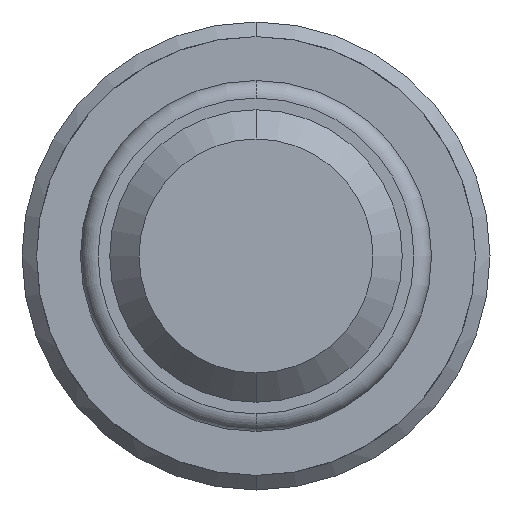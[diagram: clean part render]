
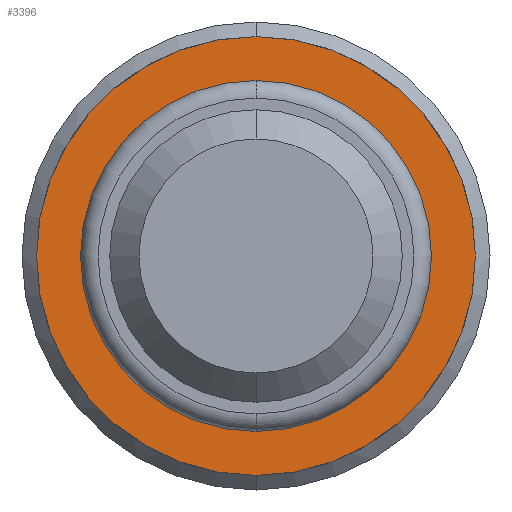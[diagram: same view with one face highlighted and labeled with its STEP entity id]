
A CAD part, front view. The second image highlights one B-rep face of the part: STEP entity #3396.
In plain terms, the highlighted planar face has unit normal (0, -1, 0).
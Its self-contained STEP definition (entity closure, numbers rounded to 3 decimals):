
#35 = EDGE_LOOP ( 'NONE', ( #2973, #2030 ) ) ;
#984 = EDGE_LOOP ( 'NONE', ( #1347, #2048 ) ) ;
#989 = CARTESIAN_POINT ( 'NONE',  ( 0., 20., 0. ) ) ;
#993 = VERTEX_POINT ( 'NONE', #4148 ) ;
#1004 = EDGE_CURVE ( 'Defeature ausgef�hrt3_4+Defeature ausgef�hrt3_5+Defeature ausgef�hrt3_5+Defeature ausgef�hrt3_5', #4354, #4984, #3536, .T. ) ;
#1050 = CARTESIAN_POINT ( 'NONE',  ( 0., 20., 1.5 ) ) ;
#1161 = DIRECTION ( 'NONE',  ( 0., 0., -1. ) ) ;
#1302 = CARTESIAN_POINT ( 'NONE',  ( 0., 20., -1.5 ) ) ;
#1347 = ORIENTED_EDGE ( 'NONE', *, *, #1004, .F. ) ;
#1461 = DIRECTION ( 'NONE',  ( 0., 0., -1. ) ) ;
#1466 = FACE_OUTER_BOUND ( 'NONE', #35, .T. ) ;
#1566 = DIRECTION ( 'NONE',  ( 0., -1., 0. ) ) ;
#1742 = EDGE_CURVE ( 'Defeature ausgef�hrt3_5+Defeature ausgef�hrt3_6+Defeature ausgef�hrt3_6+Defeature ausgef�hrt3_6', #993, #3715, #4657, .T. ) ;
#1857 = CARTESIAN_POINT ( 'NONE',  ( 0., 20., 0. ) ) ;
#1866 = DIRECTION ( 'NONE',  ( 0., -1., 0. ) ) ;
#1937 = EDGE_CURVE ( 'Defeature ausgef�hrt3_5+Defeature ausgef�hrt3_6+Defeature ausgef�hrt3_6+Defeature ausgef�hrt3_6', #3715, #993, #4768, .T. ) ;
#2030 = ORIENTED_EDGE ( 'NONE', *, *, #1742, .T. ) ;
#2048 = ORIENTED_EDGE ( 'NONE', *, *, #2778, .F. ) ;
#2500 = AXIS2_PLACEMENT_3D ( 'NONE', #2765, #1566, #4253 ) ;
#2606 = DIRECTION ( 'NONE',  ( 0., 0., -1. ) ) ;
#2667 = CIRCLE ( 'NONE', #4136, 1.5 ) ;
#2765 = CARTESIAN_POINT ( 'NONE',  ( 1.5, 20., 0. ) ) ;
#2778 = EDGE_CURVE ( 'Defeature ausgef�hrt3_4+Defeature ausgef�hrt3_5+Defeature ausgef�hrt3_5+Defeature ausgef�hrt3_5', #4984, #4354, #2667, .T. ) ;
#2904 = FACE_BOUND ( 'NONE', #984, .T. ) ;
#2973 = ORIENTED_EDGE ( 'NONE', *, *, #1937, .T. ) ;
#3085 = CARTESIAN_POINT ( 'NONE',  ( 0., 20., -1.875 ) ) ;
#3124 = CARTESIAN_POINT ( 'NONE',  ( 0., 20., 0. ) ) ;
#3248 = CARTESIAN_POINT ( 'NONE',  ( 0., 20., 0. ) ) ;
#3299 = DIRECTION ( 'NONE',  ( 0., -1., 0. ) ) ;
#3396 = ADVANCED_FACE ( 'Defeature ausgef�hrt3_5', ( #1466, #2904 ), #4689, .T. ) ;
#3536 = CIRCLE ( 'NONE', #4742, 1.5 ) ;
#3627 = DIRECTION ( 'NONE',  ( 0., 0., -1. ) ) ;
#3715 = VERTEX_POINT ( 'NONE', #3085 ) ;
#3727 = AXIS2_PLACEMENT_3D ( 'NONE', #989, #3801, #1461 ) ;
#3801 = DIRECTION ( 'NONE',  ( 0., -1., 0. ) ) ;
#4136 = AXIS2_PLACEMENT_3D ( 'NONE', #3124, #4223, #1161 ) ;
#4148 = CARTESIAN_POINT ( 'NONE',  ( 0., 20., 1.875 ) ) ;
#4223 = DIRECTION ( 'NONE',  ( 0., -1., 0. ) ) ;
#4253 = DIRECTION ( 'NONE',  ( 0., 0., -1. ) ) ;
#4354 = VERTEX_POINT ( 'NONE', #1302 ) ;
#4489 = AXIS2_PLACEMENT_3D ( 'NONE', #3248, #3299, #3627 ) ;
#4657 = CIRCLE ( 'NONE', #3727, 1.875 ) ;
#4689 = PLANE ( 'NONE',  #2500 ) ;
#4742 = AXIS2_PLACEMENT_3D ( 'NONE', #1857, #1866, #2606 ) ;
#4768 = CIRCLE ( 'NONE', #4489, 1.875 ) ;
#4984 = VERTEX_POINT ( 'NONE', #1050 ) ;
